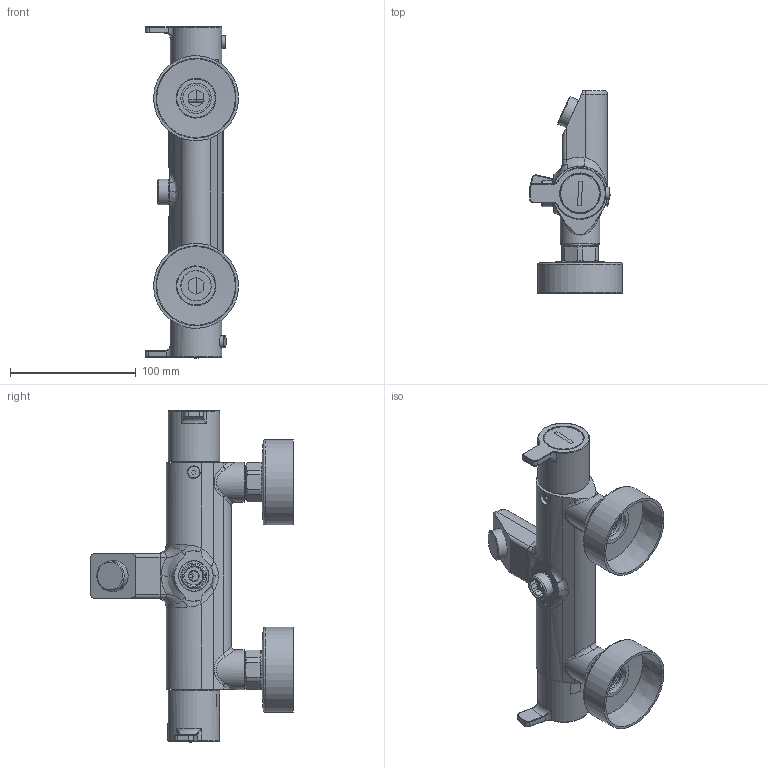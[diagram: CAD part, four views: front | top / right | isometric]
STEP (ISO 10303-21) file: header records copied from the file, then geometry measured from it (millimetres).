
FILE_DESCRIPTION (( 'STEP AP203' ), '1' );
FILE_NAME ('94CP02075.STEP', '2021-03-24T13:22:31', ( '' ), ( '' ), 'SwSTEP 2.0', 'SolidWorks 2018', '' );
FILE_SCHEMA (( 'CONFIG_CONTROL_DESIGN' ));
Length unit declared in the file: millimetre
Products named in the file (1): 94CP02075
Bounding box: 73.78 x 160.75 x 263.73 mm (x, y, z)
Volume: 226591.4 mm3; surface area: 168945.1 mm2
Topology: 19 solids, 19 shells, 1080 faces, 2807 edges, 1822 vertices
Faces by surface type: plane 433, cylinder 400, bspline 125, cone 86, torus 30, sphere 6
Full cylindrical faces by diameter (mm): 3.1 x4, 3.3 x2, 4.15 x2, 4.5 x1, 4.65 x2, 5.8 x7, 6 x1, 8 x1, 9.8 x3, 10 x1, 10.1 x2, 12 x1, 12.8 x1, 14.1 x1, 14.5 x2, 15 x5, 16 x1, 16.2 x2, 17.6 x1, 18 x2, 18.2 x2, 18.5 x2, 18.9 x1, 19.6 x1, 19.7 x1, 20 x2, 20.5 x2, 20.6 x1, 20.8 x2, 21 x3
Entity records: 50733 total; most frequent: CARTESIAN_POINT 26977, ORIENTED_EDGE 4986, DIRECTION 4514, EDGE_CURVE 2493, VERTEX_POINT 1724, AXIS2_PLACEMENT_3D 1716, EDGE_LOOP 1361, FACE_OUTER_BOUND 1182
